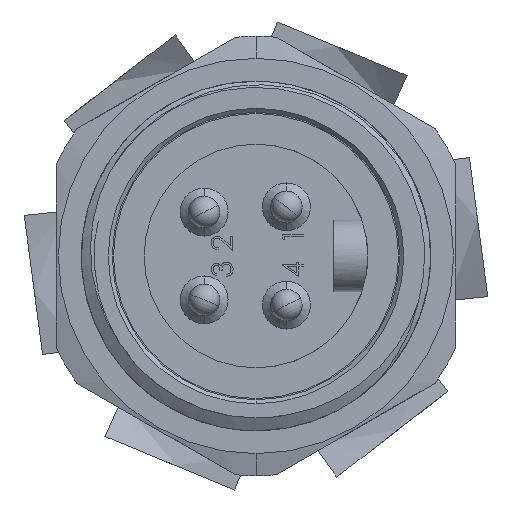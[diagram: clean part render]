
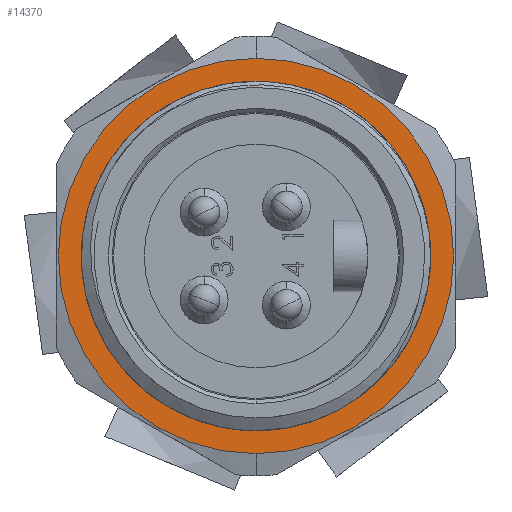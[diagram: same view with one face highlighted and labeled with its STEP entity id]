
A CAD part, left-side view. The second image highlights one B-rep face of the part: STEP entity #14370.
In plain terms, the highlighted planar face has unit normal (-1, 0, 0).
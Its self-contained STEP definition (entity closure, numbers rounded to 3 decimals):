
#489 = EDGE_CURVE ( 'NONE', #11275, #16736, #19059, .T. ) ;
#1326 = AXIS2_PLACEMENT_3D ( 'NONE', #13653, #4834, #15142 ) ;
#1543 = DIRECTION ( 'NONE',  ( -1., 0., 0. ) ) ;
#1718 = FACE_OUTER_BOUND ( 'NONE', #15538, .T. ) ;
#1946 = ORIENTED_EDGE ( 'NONE', *, *, #489, .F. ) ;
#3481 = CARTESIAN_POINT ( 'NONE',  ( 9.398, 0., 0. ) ) ;
#3491 = EDGE_CURVE ( 'NONE', #11476, #7512, #12657, .T. ) ;
#3707 = CIRCLE ( 'NONE', #12633, 12.573 ) ;
#4622 = PLANE ( 'NONE',  #8204 ) ;
#4834 = DIRECTION ( 'NONE',  ( -1., 0., 0. ) ) ;
#4983 = DIRECTION ( 'NONE',  ( 0., 0., 1. ) ) ;
#5600 = DIRECTION ( 'NONE',  ( 0., 0., 1. ) ) ;
#5861 = DIRECTION ( 'NONE',  ( -1., 0., 0. ) ) ;
#5926 = CARTESIAN_POINT ( 'NONE',  ( 9.398, 0., 0. ) ) ;
#6973 = CARTESIAN_POINT ( 'NONE',  ( 9.398, 0., -12.573 ) ) ;
#7512 = VERTEX_POINT ( 'NONE', #6973 ) ;
#7655 = DIRECTION ( 'NONE',  ( 1., 0., 0. ) ) ;
#7956 = ORIENTED_EDGE ( 'NONE', *, *, #13745, .T. ) ;
#8204 = AXIS2_PLACEMENT_3D ( 'NONE', #16433, #7655, #17943 ) ;
#9636 = FACE_BOUND ( 'NONE', #17386, .T. ) ;
#10285 = AXIS2_PLACEMENT_3D ( 'NONE', #5926, #5861, #5600 ) ;
#10440 = CARTESIAN_POINT ( 'NONE',  ( 9.398, 0., 0. ) ) ;
#11275 = VERTEX_POINT ( 'NONE', #13212 ) ;
#11476 = VERTEX_POINT ( 'NONE', #16929 ) ;
#11562 = AXIS2_PLACEMENT_3D ( 'NONE', #10440, #1543, #11915 ) ;
#11687 = ORIENTED_EDGE ( 'NONE', *, *, #3491, .T. ) ;
#11915 = DIRECTION ( 'NONE',  ( 0., 0., 1. ) ) ;
#12633 = AXIS2_PLACEMENT_3D ( 'NONE', #3481, #13811, #4983 ) ;
#12657 = CIRCLE ( 'NONE', #1326, 12.573 ) ;
#13212 = CARTESIAN_POINT ( 'NONE',  ( 9.398, 0., 10.414 ) ) ;
#13653 = CARTESIAN_POINT ( 'NONE',  ( 9.398, 0., 0. ) ) ;
#13745 = EDGE_CURVE ( 'NONE', #7512, #11476, #3707, .T. ) ;
#13811 = DIRECTION ( 'NONE',  ( -1., 0., 0. ) ) ;
#14370 = ADVANCED_FACE ( 'NONE', ( #9636, #1718 ), #4622, .F. ) ;
#14717 = CARTESIAN_POINT ( 'NONE',  ( 9.398, 0., -10.414 ) ) ;
#15142 = DIRECTION ( 'NONE',  ( 0., 0., 1. ) ) ;
#15347 = ORIENTED_EDGE ( 'NONE', *, *, #16111, .F. ) ;
#15538 = EDGE_LOOP ( 'NONE', ( #7956, #11687 ) ) ;
#16111 = EDGE_CURVE ( 'NONE', #16736, #11275, #18745, .T. ) ;
#16433 = CARTESIAN_POINT ( 'NONE',  ( 9.398, 13.97, 0. ) ) ;
#16736 = VERTEX_POINT ( 'NONE', #14717 ) ;
#16929 = CARTESIAN_POINT ( 'NONE',  ( 9.398, 0., 12.573 ) ) ;
#17386 = EDGE_LOOP ( 'NONE', ( #1946, #15347 ) ) ;
#17943 = DIRECTION ( 'NONE',  ( 0., 0., -1. ) ) ;
#18745 = CIRCLE ( 'NONE', #11562, 10.414 ) ;
#19059 = CIRCLE ( 'NONE', #10285, 10.414 ) ;
